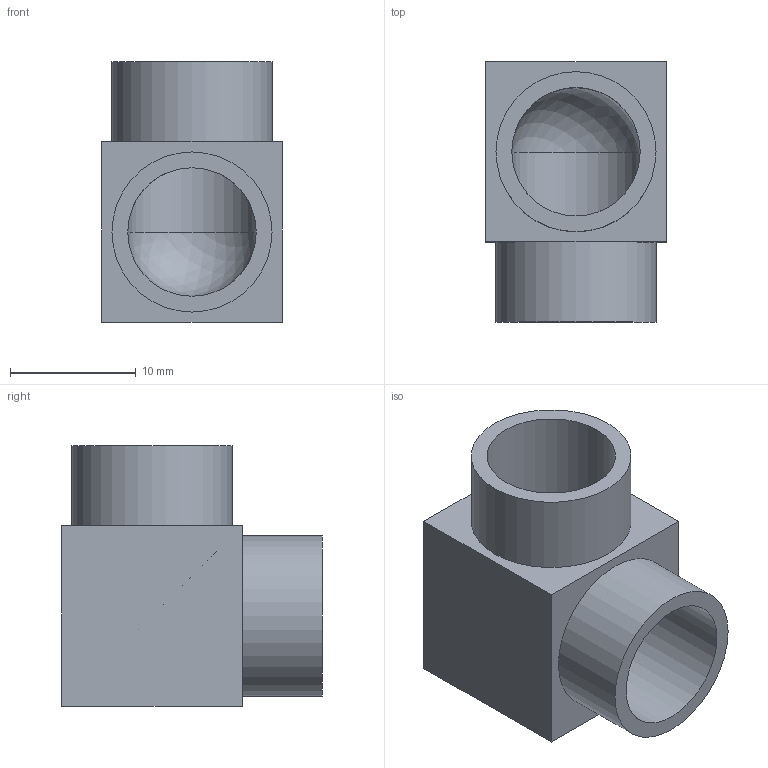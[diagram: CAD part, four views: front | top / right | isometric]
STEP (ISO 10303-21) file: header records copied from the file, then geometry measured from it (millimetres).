
FILE_DESCRIPTION(/* description */ (''),/* implementation_level */ '2;1');
FILE_NAME(/* name */ 'SM8E6.stp',/* time_stamp */ '2025-03-10T14:02:43+09:00',/* author */ ('user'),/* organization */ (''),/* preprocessor_version */ 'ST-DEVELOPER v20',/* originating_system */ 'Autodesk Inventor 2022',/* authorisation */ '');
FILE_SCHEMA (('AUTOMOTIVE_DESIGN { 1 0 10303 214 3 1 1 }'));
Length unit declared in the file: millimetre
Products named in the file (1): C6E-8
Bounding box: 14.3 x 20.65 x 20.65 mm (x, y, z)
Volume: 2364.7 mm3; surface area: 2413.1 mm2
Topology: 1 solids, 1 shells, 13 faces, 26 edges, 17 vertices
Faces by surface type: plane 8, cylinder 4, sphere 1
Full cylindrical faces by diameter (mm): 10.2 x2, 12.7 x2
Entity records: 389 total; most frequent: DIRECTION 64, CARTESIAN_POINT 57, ORIENTED_EDGE 52, EDGE_CURVE 26, AXIS2_PLACEMENT_3D 24, EDGE_LOOP 17, VERTEX_POINT 17, LINE 16
